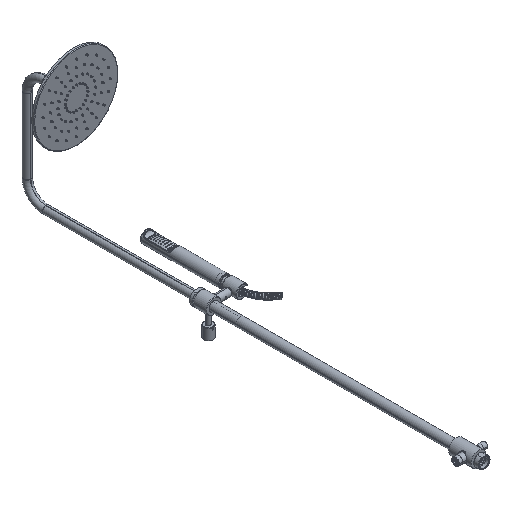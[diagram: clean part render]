
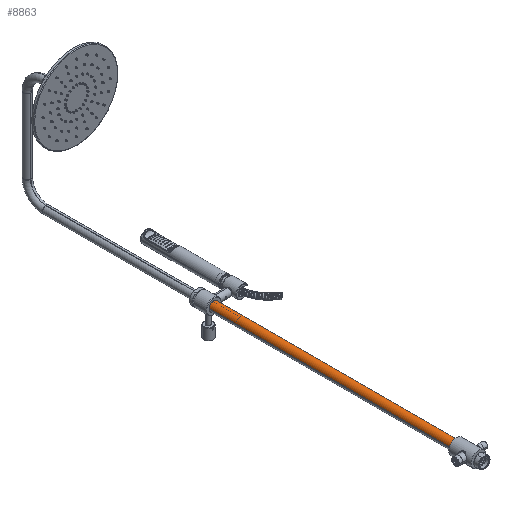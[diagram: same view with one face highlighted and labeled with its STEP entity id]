
A CAD part, isometric view. The second image highlights one B-rep face of the part: STEP entity #8863.
In plain terms, the highlighted cylindrical face has radius 12 mm (diameter 24 mm), a partial arc.
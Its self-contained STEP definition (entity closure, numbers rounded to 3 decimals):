
#749=CARTESIAN_POINT('',(0.,0.,0.));
#750=DIRECTION('',(0.,1.,0.));
#751=DIRECTION('',(-1.,0.,0.));
#752=AXIS2_PLACEMENT_3D('',#749,#750,#751);
#769=DIRECTION('',(0.,1.,0.));
#770=VECTOR('',#769,651.5);
#771=CARTESIAN_POINT('',(12.,0.,0.));
#772=LINE('',#771,#770);
#4030=CARTESIAN_POINT('',(0.,651.5,0.));
#4031=DIRECTION('',(0.,1.,0.));
#4032=DIRECTION('',(-1.,0.,0.));
#4033=AXIS2_PLACEMENT_3D('',#4030,#4031,#4032);
#4035=DIRECTION('',(0.,1.,0.));
#4036=VECTOR('',#4035,651.5);
#4037=CARTESIAN_POINT('',(-12.,0.,0.));
#4038=LINE('',#4037,#4036);
#4075=CARTESIAN_POINT('',(12.,0.,0.));
#4076=CARTESIAN_POINT('',(-12.,0.,0.));
#4077=VERTEX_POINT('',#4075);
#4078=VERTEX_POINT('',#4076);
#4163=CARTESIAN_POINT('',(12.,651.5,0.));
#4164=CARTESIAN_POINT('',(-12.,651.5,0.));
#4165=VERTEX_POINT('',#4163);
#4166=VERTEX_POINT('',#4164);
#8852=CARTESIAN_POINT('',(0.,0.,0.));
#8853=DIRECTION('',(0.,1.,0.));
#8854=DIRECTION('',(1.,0.,0.));
#8855=AXIS2_PLACEMENT_3D('',#8852,#8853,#8854);
#8856=CYLINDRICAL_SURFACE('',#8855,12.);
#8857=ORIENTED_EDGE('',*,*,#5367,.T.);
#8858=ORIENTED_EDGE('',*,*,#5343,.F.);
#8859=ORIENTED_EDGE('',*,*,#5316,.F.);
#8860=ORIENTED_EDGE('',*,*,#5340,.T.);
#8861=EDGE_LOOP('',(#8857,#8858,#8859,#8860));
#8862=FACE_OUTER_BOUND('',#8861,.F.);
#8863=ADVANCED_FACE('',(#8862),#8856,.T.);
#753=CIRCLE('',#752,12.);
#4034=CIRCLE('',#4033,12.);
#5316=EDGE_CURVE('',#4078,#4077,#753,.T.);
#5340=EDGE_CURVE('',#4078,#4166,#4038,.T.);
#5343=EDGE_CURVE('',#4077,#4165,#772,.T.);
#5367=EDGE_CURVE('',#4166,#4165,#4034,.T.);
